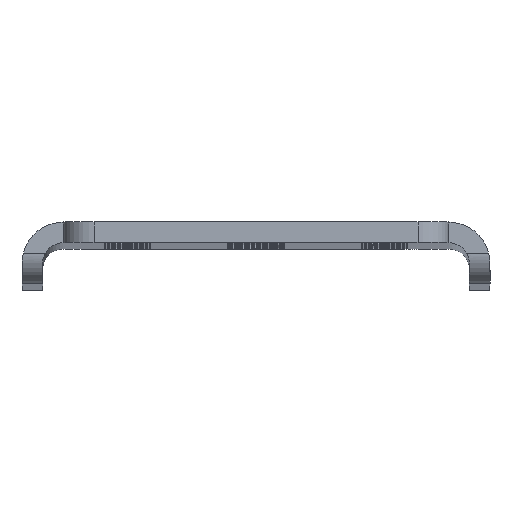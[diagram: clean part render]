
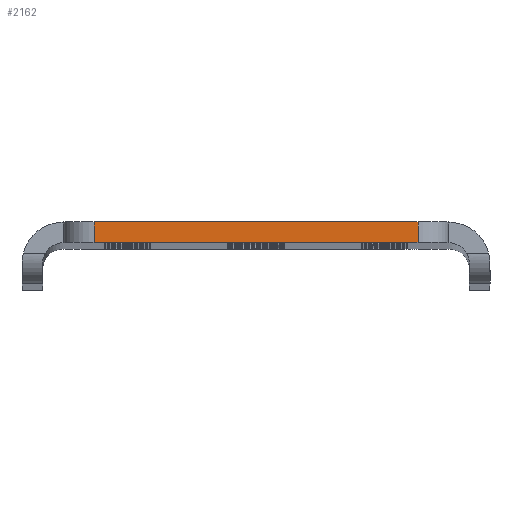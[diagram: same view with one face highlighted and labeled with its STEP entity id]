
A CAD part, top view. The second image highlights one B-rep face of the part: STEP entity #2162.
In plain terms, the highlighted planar face has unit normal (0, 0, 1).
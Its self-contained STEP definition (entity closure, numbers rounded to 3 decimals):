
#321 = CARTESIAN_POINT ( 'NONE',  ( 31.5, 0., 380.5 ) ) ;
#595 = CARTESIAN_POINT ( 'NONE',  ( 45.5, 0., 380.5 ) ) ;
#639 = CARTESIAN_POINT ( 'NONE',  ( -31.5, -4., 380.5 ) ) ;
#823 = CARTESIAN_POINT ( 'NONE',  ( 45.5, -4., 380.5 ) ) ;
#1368 = CARTESIAN_POINT ( 'NONE',  ( 31.5, -4., 380.5 ) ) ;
#1546 = DIRECTION ( 'NONE',  ( 0., 0., 1. ) ) ;
#1721 = LINE ( 'NONE', #2561, #4304 ) ;
#2013 = EDGE_CURVE ( 'NONE', #8608, #3881, #6859, .T. ) ;
#2028 = VERTEX_POINT ( 'NONE', #1368 ) ;
#2162 = ADVANCED_FACE ( 'NONE', ( #3027 ), #5792, .T. ) ;
#2561 = CARTESIAN_POINT ( 'NONE',  ( 31.5, 0., 380.5 ) ) ;
#2800 = CARTESIAN_POINT ( 'NONE',  ( -31.5, -4., 380.5 ) ) ;
#2914 = AXIS2_PLACEMENT_3D ( 'NONE', #823, #1546, #7174 ) ;
#3027 = FACE_OUTER_BOUND ( 'NONE', #8827, .T. ) ;
#3228 = ORIENTED_EDGE ( 'NONE', *, *, #6710, .T. ) ;
#3344 = LINE ( 'NONE', #595, #6471 ) ;
#3854 = LINE ( 'NONE', #6676, #8089 ) ;
#3881 = VERTEX_POINT ( 'NONE', #2800 ) ;
#4026 = DIRECTION ( 'NONE',  ( 0., 1., 0. ) ) ;
#4304 = VECTOR ( 'NONE', #4026, 1000. ) ;
#4549 = ORIENTED_EDGE ( 'NONE', *, *, #2013, .T. ) ;
#4608 = EDGE_CURVE ( 'NONE', #3881, #2028, #3854, .T. ) ;
#5598 = VERTEX_POINT ( 'NONE', #321 ) ;
#5626 = CARTESIAN_POINT ( 'NONE',  ( -31.5, 0., 380.5 ) ) ;
#5792 = PLANE ( 'NONE',  #2914 ) ;
#5931 = DIRECTION ( 'NONE',  ( 1., 0., 0. ) ) ;
#6361 = EDGE_CURVE ( 'NONE', #8608, #5598, #3344, .T. ) ;
#6390 = VECTOR ( 'NONE', #6823, 1000. ) ;
#6471 = VECTOR ( 'NONE', #8908, 1000. ) ;
#6676 = CARTESIAN_POINT ( 'NONE',  ( 45.5, -4., 380.5 ) ) ;
#6710 = EDGE_CURVE ( 'NONE', #2028, #5598, #1721, .T. ) ;
#6823 = DIRECTION ( 'NONE',  ( 0., -1., 0. ) ) ;
#6859 = LINE ( 'NONE', #639, #6390 ) ;
#7081 = ORIENTED_EDGE ( 'NONE', *, *, #4608, .T. ) ;
#7174 = DIRECTION ( 'NONE',  ( 1., 0., 0. ) ) ;
#8089 = VECTOR ( 'NONE', #5931, 1000. ) ;
#8608 = VERTEX_POINT ( 'NONE', #5626 ) ;
#8827 = EDGE_LOOP ( 'NONE', ( #8917, #4549, #7081, #3228 ) ) ;
#8908 = DIRECTION ( 'NONE',  ( 1., 0., 0. ) ) ;
#8917 = ORIENTED_EDGE ( 'NONE', *, *, #6361, .F. ) ;
